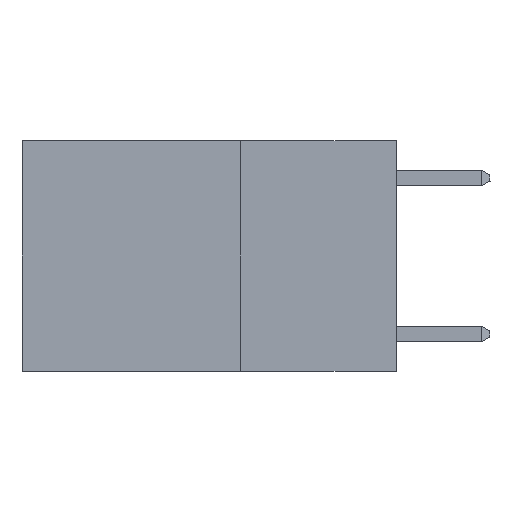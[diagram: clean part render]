
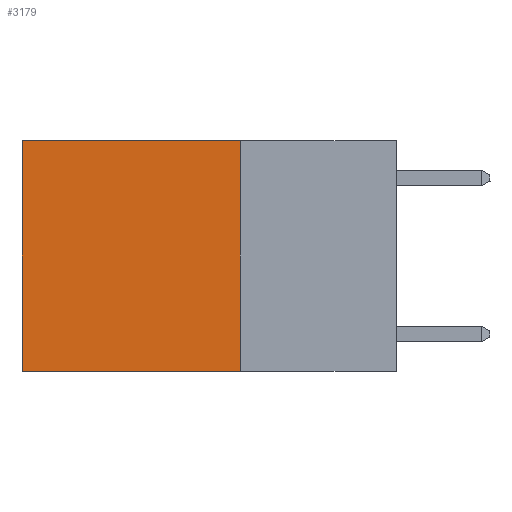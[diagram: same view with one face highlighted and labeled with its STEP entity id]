
A CAD part, left-side view. The second image highlights one B-rep face of the part: STEP entity #3179.
In plain terms, the highlighted planar face has unit normal (-1, 0, 0).
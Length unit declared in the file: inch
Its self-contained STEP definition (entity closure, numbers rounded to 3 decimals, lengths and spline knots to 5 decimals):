
#39 = AXIS2_PLACEMENT_3D ( 'NONE', #2652, #5911, #3928 ) ;
#93 = EDGE_CURVE ( 'NONE', #7775, #379, #2881, .T. ) ;
#379 = VERTEX_POINT ( 'NONE', #7173 ) ;
#767 = ORIENTED_EDGE ( 'NONE', *, *, #93, .F. ) ;
#777 = FACE_OUTER_BOUND ( 'NONE', #2552, .T. ) ;
#1123 = CARTESIAN_POINT ( 'NONE',  ( 0.2625, 0.25, 0. ) ) ;
#1308 = VECTOR ( 'NONE', #3908, 39.37008 ) ;
#2421 = EDGE_CURVE ( 'NONE', #7362, #7775, #3266, .T. ) ;
#2433 = PLANE ( 'NONE',  #39 ) ;
#2552 = EDGE_LOOP ( 'NONE', ( #3783, #767, #3222, #3603 ) ) ;
#2652 = CARTESIAN_POINT ( 'NONE',  ( 0.2625, 0.25, 0. ) ) ;
#2881 = LINE ( 'NONE', #4045, #4875 ) ;
#3179 = ADVANCED_FACE ( 'NONE', ( #777 ), #2433, .F. ) ;
#3222 = ORIENTED_EDGE ( 'NONE', *, *, #2421, .F. ) ;
#3266 = LINE ( 'NONE', #1123, #3676 ) ;
#3295 = VERTEX_POINT ( 'NONE', #3753 ) ;
#3437 = VECTOR ( 'NONE', #8642, 39.37008 ) ;
#3523 = EDGE_CURVE ( 'NONE', #3295, #379, #6207, .T. ) ;
#3603 = ORIENTED_EDGE ( 'NONE', *, *, #6709, .T. ) ;
#3670 = CARTESIAN_POINT ( 'NONE',  ( 0.2625, 0.25, -0.37 ) ) ;
#3676 = VECTOR ( 'NONE', #4085, 39.37008 ) ;
#3753 = CARTESIAN_POINT ( 'NONE',  ( 0.2625, 0.6, 0. ) ) ;
#3783 = ORIENTED_EDGE ( 'NONE', *, *, #3523, .T. ) ;
#3908 = DIRECTION ( 'NONE',  ( 0., 0., -1. ) ) ;
#3928 = DIRECTION ( 'NONE',  ( 0., 0., -1. ) ) ;
#4045 = CARTESIAN_POINT ( 'NONE',  ( 0.2625, 0.25, -0.37 ) ) ;
#4085 = DIRECTION ( 'NONE',  ( 0., 0., -1. ) ) ;
#4146 = CARTESIAN_POINT ( 'NONE',  ( 0.2625, 0.25, 0. ) ) ;
#4875 = VECTOR ( 'NONE', #7078, 39.37008 ) ;
#5135 = CARTESIAN_POINT ( 'NONE',  ( 0.2625, 0.25, 0. ) ) ;
#5321 = LINE ( 'NONE', #4146, #3437 ) ;
#5911 = DIRECTION ( 'NONE',  ( 1., 0., 0. ) ) ;
#6207 = LINE ( 'NONE', #8599, #1308 ) ;
#6709 = EDGE_CURVE ( 'NONE', #7362, #3295, #5321, .T. ) ;
#7078 = DIRECTION ( 'NONE',  ( 0., 1., 0. ) ) ;
#7173 = CARTESIAN_POINT ( 'NONE',  ( 0.2625, 0.6, -0.37 ) ) ;
#7362 = VERTEX_POINT ( 'NONE', #5135 ) ;
#7775 = VERTEX_POINT ( 'NONE', #3670 ) ;
#8599 = CARTESIAN_POINT ( 'NONE',  ( 0.2625, 0.6, 0. ) ) ;
#8642 = DIRECTION ( 'NONE',  ( 0., 1., 0. ) ) ;
